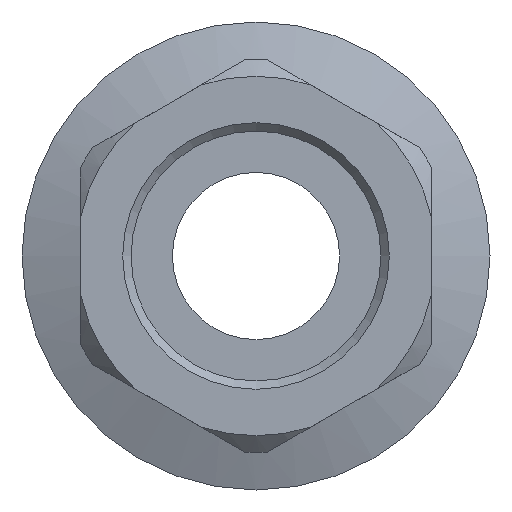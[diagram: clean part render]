
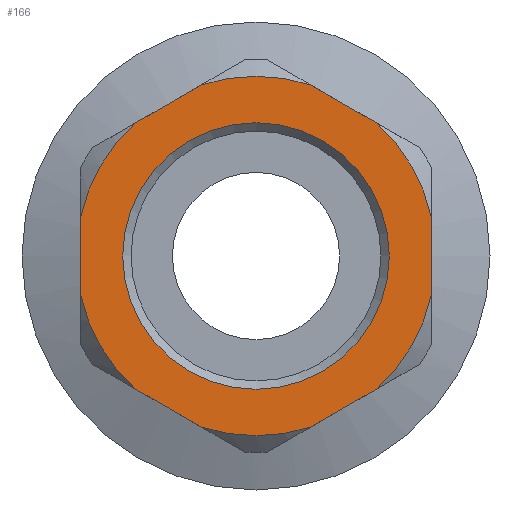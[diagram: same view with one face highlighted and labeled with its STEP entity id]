
A CAD part, front view. The second image highlights one B-rep face of the part: STEP entity #166.
In plain terms, the highlighted planar face has unit normal (0, -1, 0).
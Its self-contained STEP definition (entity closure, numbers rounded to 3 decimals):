
#166 = ADVANCED_FACE( '', ( #342, #343 ), #344, .F. );
#342 = FACE_BOUND( '', #513, .T. );
#343 = FACE_OUTER_BOUND( '', #514, .T. );
#344 = PLANE( '', #515 );
#513 = EDGE_LOOP( '', ( #926 ) );
#514 = EDGE_LOOP( '', ( #927, #928, #929, #930, #931, #932, #933, #934, #935, #936, #937, #938 ) );
#515 = AXIS2_PLACEMENT_3D( '', #939, #940, #941 );
#926 = ORIENTED_EDGE( '', *, *, #988, .T. );
#927 = ORIENTED_EDGE( '', *, *, #1065, .T. );
#928 = ORIENTED_EDGE( '', *, *, #1103, .T. );
#929 = ORIENTED_EDGE( '', *, *, #1124, .T. );
#930 = ORIENTED_EDGE( '', *, *, #995, .T. );
#931 = ORIENTED_EDGE( '', *, *, #980, .T. );
#932 = ORIENTED_EDGE( '', *, *, #1132, .T. );
#933 = ORIENTED_EDGE( '', *, *, #1096, .T. );
#934 = ORIENTED_EDGE( '', *, *, #1109, .T. );
#935 = ORIENTED_EDGE( '', *, *, #1092, .T. );
#936 = ORIENTED_EDGE( '', *, *, #1025, .T. );
#937 = ORIENTED_EDGE( '', *, *, #1107, .T. );
#938 = ORIENTED_EDGE( '', *, *, #1078, .T. );
#939 = CARTESIAN_POINT( '', ( 0., -23.25, 0. ) );
#940 = DIRECTION( '', ( 0., 1., 0. ) );
#941 = DIRECTION( '', ( 0., 0., 1. ) );
#980 = EDGE_CURVE( '', #1160, #1161, #1162, .T. );
#988 = EDGE_CURVE( '', #1175, #1175, #1176, .T. );
#995 = EDGE_CURVE( '', #1187, #1160, #1188, .F. );
#1025 = EDGE_CURVE( '', #1237, #1235, #1238, .F. );
#1065 = EDGE_CURVE( '', #1301, #1299, #1302, .T. );
#1078 = EDGE_CURVE( '', #1320, #1301, #1321, .F. );
#1092 = EDGE_CURVE( '', #1338, #1237, #1339, .T. );
#1096 = EDGE_CURVE( '', #1344, #1342, #1345, .T. );
#1103 = EDGE_CURVE( '', #1299, #1352, #1355, .F. );
#1107 = EDGE_CURVE( '', #1235, #1320, #1359, .T. );
#1109 = EDGE_CURVE( '', #1342, #1338, #1361, .F. );
#1124 = EDGE_CURVE( '', #1352, #1187, #1378, .T. );
#1132 = EDGE_CURVE( '', #1161, #1344, #1386, .F. );
#1160 = VERTEX_POINT( '', #1424 );
#1161 = VERTEX_POINT( '', #1425 );
#1162 = LINE( '', #1426, #1427 );
#1175 = VERTEX_POINT( '', #1457 );
#1176 = CIRCLE( '', #1458, 7.975 );
#1187 = VERTEX_POINT( '', #1471 );
#1188 = CIRCLE( '', #1472, 10.75 );
#1235 = VERTEX_POINT( '', #1584 );
#1237 = VERTEX_POINT( '', #1589 );
#1238 = CIRCLE( '', #1590, 10.75 );
#1299 = VERTEX_POINT( '', #1716 );
#1301 = VERTEX_POINT( '', #1721 );
#1302 = LINE( '', #1722, #1723 );
#1320 = VERTEX_POINT( '', #1753 );
#1321 = CIRCLE( '', #1754, 10.75 );
#1338 = VERTEX_POINT( '', #1788 );
#1339 = LINE( '', #1789, #1790 );
#1342 = VERTEX_POINT( '', #1796 );
#1344 = VERTEX_POINT( '', #1801 );
#1345 = LINE( '', #1802, #1803 );
#1352 = VERTEX_POINT( '', #1814 );
#1355 = CIRCLE( '', #1820, 10.75 );
#1359 = LINE( '', #1825, #1826 );
#1361 = CIRCLE( '', #1828, 10.75 );
#1378 = LINE( '', #1854, #1855 );
#1386 = CIRCLE( '', #1865, 10.75 );
#1424 = CARTESIAN_POINT( '', ( 10.5, -23.25, -2.305 ) );
#1425 = CARTESIAN_POINT( '', ( 10.5, -23.25, 2.305 ) );
#1426 = CARTESIAN_POINT( '', ( 10.5, -23.25, -6.062 ) );
#1427 = VECTOR( '', #1889, 1000. );
#1457 = CARTESIAN_POINT( '', ( 0., -23.25, 7.975 ) );
#1458 = AXIS2_PLACEMENT_3D( '', #1895, #1896, #1897 );
#1471 = CARTESIAN_POINT( '', ( 7.246, -23.25, -7.941 ) );
#1472 = AXIS2_PLACEMENT_3D( '', #1906, #1907, #1908 );
#1584 = CARTESIAN_POINT( '', ( -10.5, -23.25, 2.305 ) );
#1589 = CARTESIAN_POINT( '', ( -7.246, -23.25, 7.941 ) );
#1590 = AXIS2_PLACEMENT_3D( '', #1943, #1944, #1945 );
#1716 = CARTESIAN_POINT( '', ( -3.254, -23.25, -10.246 ) );
#1721 = CARTESIAN_POINT( '', ( -7.246, -23.25, -7.941 ) );
#1722 = CARTESIAN_POINT( '', ( -10.5, -23.25, -6.062 ) );
#1723 = VECTOR( '', #1992, 1000. );
#1753 = CARTESIAN_POINT( '', ( -10.5, -23.25, -2.305 ) );
#1754 = AXIS2_PLACEMENT_3D( '', #2003, #2004, #2005 );
#1788 = CARTESIAN_POINT( '', ( -3.254, -23.25, 10.246 ) );
#1789 = CARTESIAN_POINT( '', ( 0., -23.25, 12.124 ) );
#1790 = VECTOR( '', #2016, 1000. );
#1796 = CARTESIAN_POINT( '', ( 3.254, -23.25, 10.246 ) );
#1801 = CARTESIAN_POINT( '', ( 7.246, -23.25, 7.941 ) );
#1802 = CARTESIAN_POINT( '', ( 10.5, -23.25, 6.062 ) );
#1803 = VECTOR( '', #2017, 1000. );
#1814 = CARTESIAN_POINT( '', ( 3.254, -23.25, -10.246 ) );
#1820 = AXIS2_PLACEMENT_3D( '', #2022, #2023, #2024 );
#1825 = CARTESIAN_POINT( '', ( -10.5, -23.25, 6.062 ) );
#1826 = VECTOR( '', #2029, 1000. );
#1828 = AXIS2_PLACEMENT_3D( '', #2030, #2031, #2032 );
#1854 = CARTESIAN_POINT( '', ( 0., -23.25, -12.124 ) );
#1855 = VECTOR( '', #2043, 1000. );
#1865 = AXIS2_PLACEMENT_3D( '', #2046, #2047, #2048 );
#1889 = DIRECTION( '', ( 0., 0., 1. ) );
#1895 = CARTESIAN_POINT( '', ( 0., -23.25, 0. ) );
#1896 = DIRECTION( '', ( 0., 1., 0. ) );
#1897 = DIRECTION( '', ( 0., 0., 1. ) );
#1906 = CARTESIAN_POINT( '', ( 0., -23.25, 0. ) );
#1907 = DIRECTION( '', ( 0., 1., 0. ) );
#1908 = DIRECTION( '', ( 0., 0., 1. ) );
#1943 = CARTESIAN_POINT( '', ( 0., -23.25, 0. ) );
#1944 = DIRECTION( '', ( 0., 1., 0. ) );
#1945 = DIRECTION( '', ( 0., 0., 1. ) );
#1992 = DIRECTION( '', ( 0.866, 0., -0.5 ) );
#2003 = CARTESIAN_POINT( '', ( 0., -23.25, 0. ) );
#2004 = DIRECTION( '', ( 0., 1., 0. ) );
#2005 = DIRECTION( '', ( 0., 0., 1. ) );
#2016 = DIRECTION( '', ( -0.866, 0., -0.5 ) );
#2017 = DIRECTION( '', ( -0.866, 0., 0.5 ) );
#2022 = CARTESIAN_POINT( '', ( 0., -23.25, 0. ) );
#2023 = DIRECTION( '', ( 0., 1., 0. ) );
#2024 = DIRECTION( '', ( 0., 0., 1. ) );
#2029 = DIRECTION( '', ( 0., 0., -1. ) );
#2030 = CARTESIAN_POINT( '', ( 0., -23.25, 0. ) );
#2031 = DIRECTION( '', ( 0., 1., 0. ) );
#2032 = DIRECTION( '', ( 0., 0., 1. ) );
#2043 = DIRECTION( '', ( 0.866, 0., 0.5 ) );
#2046 = CARTESIAN_POINT( '', ( 0., -23.25, 0. ) );
#2047 = DIRECTION( '', ( 0., 1., 0. ) );
#2048 = DIRECTION( '', ( 0., 0., 1. ) );
